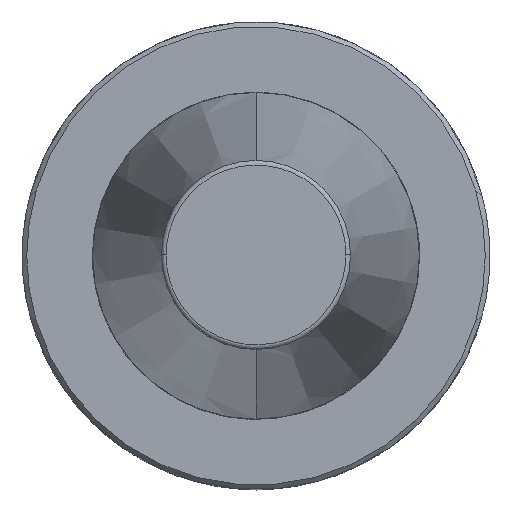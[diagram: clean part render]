
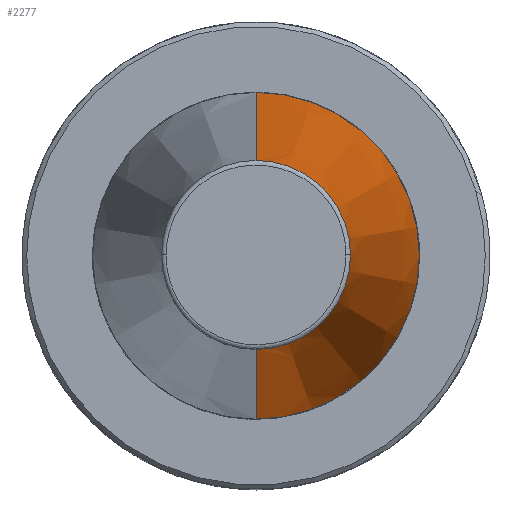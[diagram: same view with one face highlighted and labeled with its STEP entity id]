
A CAD part, top view. The second image highlights one B-rep face of the part: STEP entity #2277.
In plain terms, the highlighted conical face has half-angle 8.297 degrees and reference radius 34.925 mm.
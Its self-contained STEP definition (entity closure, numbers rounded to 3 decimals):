
#7 = VERTEX_POINT ( 'NONE', #870 ) ;
#46 = DIRECTION ( 'NONE',  ( 0., 0.144, -0.99 ) ) ;
#140 = VECTOR ( 'NONE', #164, 1000. ) ;
#157 = CARTESIAN_POINT ( 'NONE',  ( 0., -34.925, 0. ) ) ;
#164 = DIRECTION ( 'NONE',  ( 0., -0.144, -0.99 ) ) ;
#213 = CONICAL_SURFACE ( 'NONE', #2065, 34.925, 0.145 ) ;
#272 = CARTESIAN_POINT ( 'NONE',  ( 0., 34.925, 0. ) ) ;
#299 = DIRECTION ( 'NONE',  ( 0., 1., 0. ) ) ;
#324 = ORIENTED_EDGE ( 'NONE', *, *, #2671, .F. ) ;
#333 = CARTESIAN_POINT ( 'NONE',  ( 0., 20.204, 100.944 ) ) ;
#450 = AXIS2_PLACEMENT_3D ( 'NONE', #2388, #1990, #1776 ) ;
#554 = VERTEX_POINT ( 'NONE', #776 ) ;
#774 = LINE ( 'NONE', #157, #140 ) ;
#775 = VERTEX_POINT ( 'NONE', #1031 ) ;
#776 = CARTESIAN_POINT ( 'NONE',  ( 0., -34.925, 0. ) ) ;
#816 = CARTESIAN_POINT ( 'NONE',  ( 0., 0., 0. ) ) ;
#870 = CARTESIAN_POINT ( 'NONE',  ( 20.204, 0., 100.944 ) ) ;
#872 = AXIS2_PLACEMENT_3D ( 'NONE', #1925, #1921, #1917 ) ;
#902 = LINE ( 'NONE', #272, #2503 ) ;
#1031 = CARTESIAN_POINT ( 'NONE',  ( 0., 34.925, 0. ) ) ;
#1038 = VERTEX_POINT ( 'NONE', #333 ) ;
#1136 = CIRCLE ( 'NONE', #872, 20.204 ) ;
#1152 = ORIENTED_EDGE ( 'NONE', *, *, #1923, .T. ) ;
#1327 = CIRCLE ( 'NONE', #2647, 34.925 ) ;
#1329 = ORIENTED_EDGE ( 'NONE', *, *, #2352, .T. ) ;
#1560 = FACE_OUTER_BOUND ( 'NONE', #2422, .T. ) ;
#1666 = CIRCLE ( 'NONE', #450, 20.204 ) ;
#1758 = DIRECTION ( 'NONE',  ( 0., 0., -1. ) ) ;
#1776 = DIRECTION ( 'NONE',  ( 0., 1., 0. ) ) ;
#1842 = VERTEX_POINT ( 'NONE', #2242 ) ;
#1917 = DIRECTION ( 'NONE',  ( 0., 1., 0. ) ) ;
#1921 = DIRECTION ( 'NONE',  ( 0., 0., -1. ) ) ;
#1923 = EDGE_CURVE ( 'NONE', #554, #775, #1327, .T. ) ;
#1925 = CARTESIAN_POINT ( 'NONE',  ( 0., 0., 100.944 ) ) ;
#1983 = EDGE_CURVE ( 'NONE', #1038, #7, #1136, .T. ) ;
#1990 = DIRECTION ( 'NONE',  ( 0., 0., -1. ) ) ;
#2065 = AXIS2_PLACEMENT_3D ( 'NONE', #816, #1758, #299 ) ;
#2099 = DIRECTION ( 'NONE',  ( 0., 1., 0. ) ) ;
#2105 = DIRECTION ( 'NONE',  ( 0., 0., 1. ) ) ;
#2111 = CARTESIAN_POINT ( 'NONE',  ( 0., 0., 0. ) ) ;
#2242 = CARTESIAN_POINT ( 'NONE',  ( 0., -20.204, 100.944 ) ) ;
#2277 = ADVANCED_FACE ( 'NONE', ( #1560 ), #213, .T. ) ;
#2352 = EDGE_CURVE ( 'NONE', #1842, #554, #774, .T. ) ;
#2388 = CARTESIAN_POINT ( 'NONE',  ( 0., 0., 100.944 ) ) ;
#2422 = EDGE_LOOP ( 'NONE', ( #2685, #1329, #1152, #324, #2741 ) ) ;
#2503 = VECTOR ( 'NONE', #46, 1000. ) ;
#2576 = EDGE_CURVE ( 'NONE', #7, #1842, #1666, .T. ) ;
#2647 = AXIS2_PLACEMENT_3D ( 'NONE', #2111, #2105, #2099 ) ;
#2671 = EDGE_CURVE ( 'NONE', #1038, #775, #902, .T. ) ;
#2685 = ORIENTED_EDGE ( 'NONE', *, *, #2576, .T. ) ;
#2741 = ORIENTED_EDGE ( 'NONE', *, *, #1983, .T. ) ;
